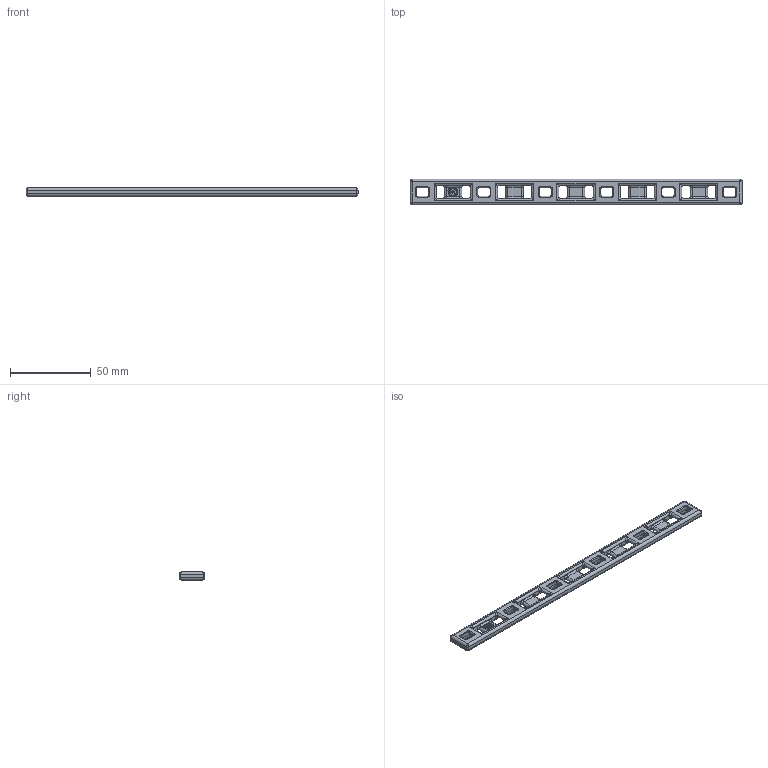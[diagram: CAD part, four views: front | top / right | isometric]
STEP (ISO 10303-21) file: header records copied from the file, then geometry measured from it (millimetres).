
FILE_DESCRIPTION(/* description */ (''),/* implementation_level */ '2;1');
FILE_NAME(/* name */ 'PANDUIT_MTPC5H-E10',/* time_stamp */ '2011-09-20T09:47:49-05:00',/* author */ (''),/* organization */ (''),/* preprocessor_version */ 'ST-DEVELOPER v9',/* originating_system */ 'UGS - NX 3.0',/* authorisation */ '');
FILE_SCHEMA (('CONFIG_CONTROL_DESIGN'));
Length unit declared in the file: inch
Products named in the file (1): bwgA42Btqtz
Bounding box: 205.57 x 15.88 x 5.08 mm (x, y, z)
Volume: 11046.2 mm3; surface area: 8521.1 mm2
Topology: 1 solids, 1 shells, 989 faces, 2603 edges, 1590 vertices
Faces by surface type: plane 349, cylinder 345, bspline 136, extrusion 119, torus 40
Full cylindrical faces by diameter (mm): 1.587 x1
Entity records: 32093 total; most frequent: CARTESIAN_POINT 8209, ORIENTED_EDGE 5068, DIRECTION 4827, EDGE_CURVE 2534, AXIS2_PLACEMENT_3D 1677, VERTEX_POINT 1590, VECTOR 1473, LINE 1354
